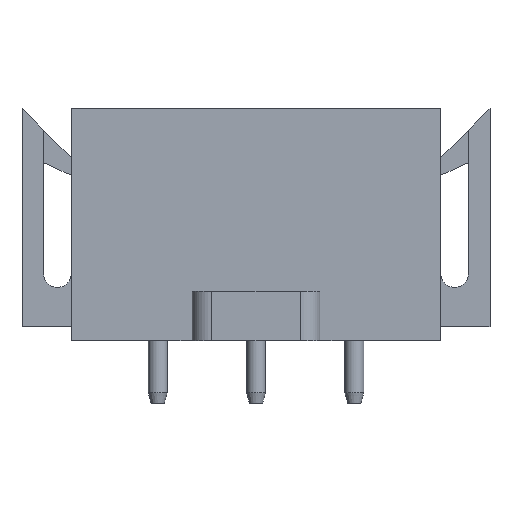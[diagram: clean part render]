
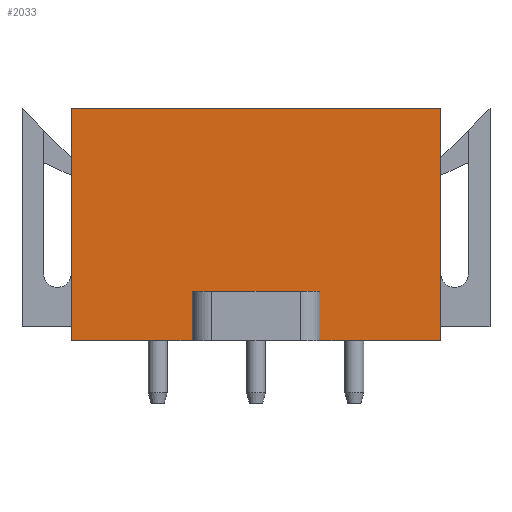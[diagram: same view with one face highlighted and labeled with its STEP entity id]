
A CAD part, left-side view. The second image highlights one B-rep face of the part: STEP entity #2033.
In plain terms, the highlighted planar face has unit normal (-1, 0, 0).
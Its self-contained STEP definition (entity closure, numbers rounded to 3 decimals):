
#1988=AXIS2_PLACEMENT_3D('Plane Axis2P3D',#1985,#1986,#1987) ;
#1731=CARTESIAN_POINT('Vertex',(4.95,2.5,15.)) ;
#1734=CARTESIAN_POINT('Line Origine',(4.95,2.5,9.1)) ;
#1738=CARTESIAN_POINT('Vertex',(4.95,2.5,3.2)) ;
#1852=CARTESIAN_POINT('Vertex',(4.95,21.3,15.)) ;
#1855=CARTESIAN_POINT('Line Origine',(4.95,11.9,15.)) ;
#1937=CARTESIAN_POINT('Vertex',(4.95,21.3,3.2)) ;
#1940=CARTESIAN_POINT('Line Origine',(4.95,21.3,9.1)) ;
#1985=CARTESIAN_POINT('Axis2P3D Location',(4.95,21.3,0.)) ;
#1990=CARTESIAN_POINT('Line Origine',(4.95,5.575,3.2)) ;
#1994=CARTESIAN_POINT('Vertex',(4.95,8.65,3.2)) ;
#1997=CARTESIAN_POINT('Line Origine',(4.95,18.225,3.2)) ;
#2001=CARTESIAN_POINT('Vertex',(4.95,15.15,3.2)) ;
#2004=CARTESIAN_POINT('Line Origine',(4.95,15.15,4.45)) ;
#2008=CARTESIAN_POINT('Vertex',(4.95,15.15,5.7)) ;
#2011=CARTESIAN_POINT('Line Origine',(4.95,11.9,5.7)) ;
#2015=CARTESIAN_POINT('Vertex',(4.95,8.65,5.7)) ;
#2018=CARTESIAN_POINT('Line Origine',(4.95,8.65,4.45)) ;
#1735=DIRECTION('Vector Direction',(0.,0.,1.)) ;
#1856=DIRECTION('Vector Direction',(0.,-1.,0.)) ;
#1941=DIRECTION('Vector Direction',(0.,0.,1.)) ;
#1986=DIRECTION('Axis2P3D Direction',(-1.,0.,0.)) ;
#1987=DIRECTION('Axis2P3D XDirection',(0.,-1.,0.)) ;
#1991=DIRECTION('Vector Direction',(0.,-1.,0.)) ;
#1998=DIRECTION('Vector Direction',(0.,-1.,0.)) ;
#2005=DIRECTION('Vector Direction',(0.,0.,1.)) ;
#2012=DIRECTION('Vector Direction',(0.,-1.,0.)) ;
#2019=DIRECTION('Vector Direction',(0.,0.,1.)) ;
#1736=VECTOR('Line Direction',#1735,1.) ;
#1857=VECTOR('Line Direction',#1856,1.) ;
#1942=VECTOR('Line Direction',#1941,1.) ;
#1992=VECTOR('Line Direction',#1991,1.) ;
#1999=VECTOR('Line Direction',#1998,1.) ;
#2006=VECTOR('Line Direction',#2005,1.) ;
#2013=VECTOR('Line Direction',#2012,1.) ;
#2020=VECTOR('Line Direction',#2019,1.) ;
#2024=ORIENTED_EDGE('',*,*,#1996,.T.) ;
#2025=ORIENTED_EDGE('',*,*,#1740,.T.) ;
#2026=ORIENTED_EDGE('',*,*,#1859,.F.) ;
#2027=ORIENTED_EDGE('',*,*,#1944,.F.) ;
#2028=ORIENTED_EDGE('',*,*,#2003,.T.) ;
#2029=ORIENTED_EDGE('',*,*,#2010,.T.) ;
#2030=ORIENTED_EDGE('',*,*,#2017,.F.) ;
#2031=ORIENTED_EDGE('',*,*,#2022,.F.) ;
#2033=ADVANCED_FACE('Hauptkoerper',(#2032),#1989,.T.) ;
#1740=EDGE_CURVE('',#1739,#1732,#1737,.T.) ;
#1859=EDGE_CURVE('',#1853,#1732,#1858,.T.) ;
#1944=EDGE_CURVE('',#1938,#1853,#1943,.T.) ;
#1996=EDGE_CURVE('',#1995,#1739,#1993,.T.) ;
#2003=EDGE_CURVE('',#1938,#2002,#2000,.T.) ;
#2010=EDGE_CURVE('',#2002,#2009,#2007,.T.) ;
#2017=EDGE_CURVE('',#2016,#2009,#2014,.F.) ;
#2022=EDGE_CURVE('',#1995,#2016,#2021,.T.) ;
#2023=EDGE_LOOP('',(#2024,#2025,#2026,#2027,#2028,#2029,#2030,#2031)) ;
#2032=FACE_OUTER_BOUND('',#2023,.T.) ;
#1737=LINE('Line',#1734,#1736) ;
#1858=LINE('Line',#1855,#1857) ;
#1943=LINE('Line',#1940,#1942) ;
#1993=LINE('Line',#1990,#1992) ;
#2000=LINE('Line',#1997,#1999) ;
#2007=LINE('Line',#2004,#2006) ;
#2014=LINE('Line',#2011,#2013) ;
#2021=LINE('Line',#2018,#2020) ;
#1989=PLANE('',#1988) ;
#1732=VERTEX_POINT('',#1731) ;
#1739=VERTEX_POINT('',#1738) ;
#1853=VERTEX_POINT('',#1852) ;
#1938=VERTEX_POINT('',#1937) ;
#1995=VERTEX_POINT('',#1994) ;
#2002=VERTEX_POINT('',#2001) ;
#2009=VERTEX_POINT('',#2008) ;
#2016=VERTEX_POINT('',#2015) ;
